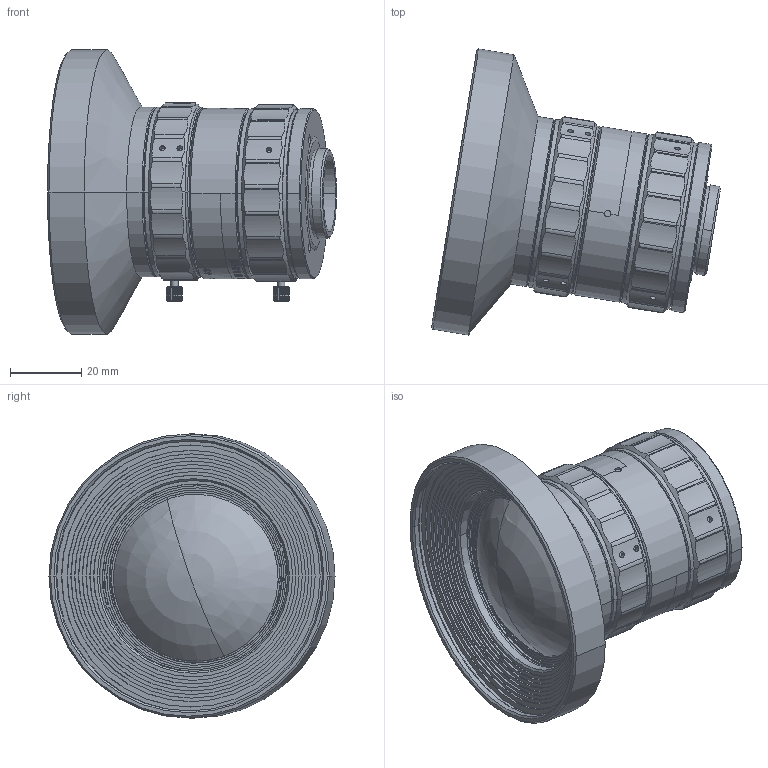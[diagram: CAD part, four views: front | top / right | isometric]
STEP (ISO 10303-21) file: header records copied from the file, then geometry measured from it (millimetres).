
FILE_DESCRIPTION (( 'STEP AP203' ), '1' );
FILE_NAME ('600045.STEP', '2021-08-06T08:12:16', ( '' ), ( '' ), 'SwSTEP 2.0', 'SolidWorks 2020', '' );
FILE_SCHEMA (( 'CONFIG_CONTROL_DESIGN' ));
Length unit declared in the file: millimetre
Products named in the file (1): 600045
Bounding box: 81.38 x 80.57 x 80 mm (x, y, z)
Volume: 131428.2 mm3; surface area: 36344.7 mm2
Topology: 2 solids, 18 shells, 1653 faces, 4517 edges, 2990 vertices
Faces by surface type: plane 964, cylinder 403, bspline 207, cone 71, sphere 8
Entity records: 58949 total; most frequent: CARTESIAN_POINT 21780, ORIENTED_EDGE 9014, DIRECTION 5749, EDGE_CURVE 4507, VERTEX_POINT 2987, B_SPLINE_CURVE_WITH_KNOTS 2514, AXIS2_PLACEMENT_3D 2309, EDGE_LOOP 1772
